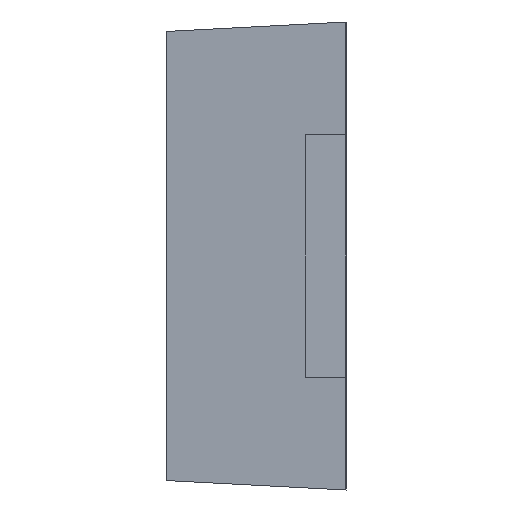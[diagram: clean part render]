
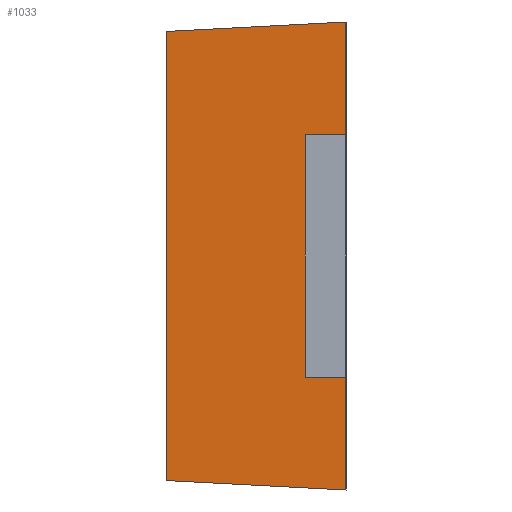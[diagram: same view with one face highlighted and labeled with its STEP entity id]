
A CAD part, left-side view. The second image highlights one B-rep face of the part: STEP entity #1033.
In plain terms, the highlighted planar face has unit normal (-0.999, 0.052, 0).
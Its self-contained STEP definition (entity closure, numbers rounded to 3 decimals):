
#4 = LINE ( 'NONE', #520, #1237 ) ;
#17 = VECTOR ( 'NONE', #1161, 1000. ) ;
#27 = DIRECTION ( 'NONE',  ( 0., 0., 1. ) ) ;
#37 = VERTEX_POINT ( 'NONE', #669 ) ;
#69 = CARTESIAN_POINT ( 'NONE',  ( -2.125, 0., 0.675 ) ) ;
#208 = DIRECTION ( 'NONE',  ( -0.999, 0.052, 0. ) ) ;
#275 = EDGE_CURVE ( 'NONE', #37, #704, #4, .T. ) ;
#335 = EDGE_CURVE ( 'NONE', #37, #516, #834, .T. ) ;
#353 = VECTOR ( 'NONE', #595, 1000. ) ;
#360 = CARTESIAN_POINT ( 'NONE',  ( -2.113, 0.225, -0.675 ) ) ;
#376 = DIRECTION ( 'NONE',  ( -0.052, -0.999, 0. ) ) ;
#382 = EDGE_CURVE ( 'NONE', #922, #600, #1055, .T. ) ;
#388 = EDGE_CURVE ( 'NONE', #1009, #1377, #1273, .T. ) ;
#434 = CARTESIAN_POINT ( 'NONE',  ( -2.125, 0., -1.3 ) ) ;
#441 = EDGE_CURVE ( 'NONE', #922, #1009, #872, .T. ) ;
#476 = ORIENTED_EDGE ( 'NONE', *, *, #651, .T. ) ;
#516 = VERTEX_POINT ( 'NONE', #69 ) ;
#520 = CARTESIAN_POINT ( 'NONE',  ( -2.113, 0.225, 1.3 ) ) ;
#527 = CARTESIAN_POINT ( 'NONE',  ( -2.125, 0., 1.3 ) ) ;
#554 = AXIS2_PLACEMENT_3D ( 'NONE', #527, #208, #1066 ) ;
#566 = LINE ( 'NONE', #752, #1108 ) ;
#589 = CARTESIAN_POINT ( 'NONE',  ( -2.125, 0., 1.3 ) ) ;
#595 = DIRECTION ( 'NONE',  ( -0.052, -0.997, 0.052 ) ) ;
#600 = VERTEX_POINT ( 'NONE', #434 ) ;
#651 = EDGE_CURVE ( 'NONE', #600, #1382, #566, .T. ) ;
#664 = CARTESIAN_POINT ( 'NONE',  ( -2.073, 1., 1.248 ) ) ;
#669 = CARTESIAN_POINT ( 'NONE',  ( -2.113, 0.225, 0.675 ) ) ;
#673 = ORIENTED_EDGE ( 'NONE', *, *, #785, .T. ) ;
#704 = VERTEX_POINT ( 'NONE', #360 ) ;
#726 = CARTESIAN_POINT ( 'NONE',  ( -2.125, 0., -0.675 ) ) ;
#734 = CARTESIAN_POINT ( 'NONE',  ( -2.125, 0., 1.3 ) ) ;
#742 = CARTESIAN_POINT ( 'NONE',  ( -2.125, 0., -0.675 ) ) ;
#752 = CARTESIAN_POINT ( 'NONE',  ( -2.125, 0., 1.3 ) ) ;
#762 = PLANE ( 'NONE',  #554 ) ;
#785 = EDGE_CURVE ( 'NONE', #516, #1377, #870, .T. ) ;
#794 = EDGE_LOOP ( 'NONE', ( #1339, #1278, #673, #860, #874, #1276, #476, #1326 ) ) ;
#808 = DIRECTION ( 'NONE',  ( 0., 0., 1. ) ) ;
#834 = LINE ( 'NONE', #1123, #900 ) ;
#857 = DIRECTION ( 'NONE',  ( 0., 0., 1. ) ) ;
#860 = ORIENTED_EDGE ( 'NONE', *, *, #388, .F. ) ;
#870 = LINE ( 'NONE', #589, #1191 ) ;
#872 = LINE ( 'NONE', #1003, #1109 ) ;
#874 = ORIENTED_EDGE ( 'NONE', *, *, #441, .F. ) ;
#885 = LINE ( 'NONE', #726, #17 ) ;
#897 = FACE_OUTER_BOUND ( 'NONE', #794, .T. ) ;
#900 = VECTOR ( 'NONE', #376, 1000. ) ;
#922 = VERTEX_POINT ( 'NONE', #1044 ) ;
#954 = EDGE_CURVE ( 'NONE', #1382, #704, #885, .T. ) ;
#1003 = CARTESIAN_POINT ( 'NONE',  ( -2.073, 1., 1.3 ) ) ;
#1009 = VERTEX_POINT ( 'NONE', #664 ) ;
#1015 = CARTESIAN_POINT ( 'NONE',  ( -2.113, 0.222, 1.288 ) ) ;
#1033 = ADVANCED_FACE ( 'NONE', ( #897 ), #762, .T. ) ;
#1044 = CARTESIAN_POINT ( 'NONE',  ( -2.073, 1., -1.248 ) ) ;
#1055 = LINE ( 'NONE', #1323, #1141 ) ;
#1066 = DIRECTION ( 'NONE',  ( -0.052, -0.999, 0. ) ) ;
#1076 = DIRECTION ( 'NONE',  ( 0., 0., -1. ) ) ;
#1108 = VECTOR ( 'NONE', #857, 1000. ) ;
#1109 = VECTOR ( 'NONE', #808, 1000. ) ;
#1123 = CARTESIAN_POINT ( 'NONE',  ( -2.125, 0., 0.675 ) ) ;
#1141 = VECTOR ( 'NONE', #1232, 1000. ) ;
#1161 = DIRECTION ( 'NONE',  ( 0.052, 0.999, 0. ) ) ;
#1191 = VECTOR ( 'NONE', #27, 1000. ) ;
#1232 = DIRECTION ( 'NONE',  ( -0.052, -0.997, -0.052 ) ) ;
#1237 = VECTOR ( 'NONE', #1076, 1000. ) ;
#1273 = LINE ( 'NONE', #1015, #353 ) ;
#1276 = ORIENTED_EDGE ( 'NONE', *, *, #382, .T. ) ;
#1278 = ORIENTED_EDGE ( 'NONE', *, *, #335, .T. ) ;
#1323 = CARTESIAN_POINT ( 'NONE',  ( -2.118, 0.136, -1.293 ) ) ;
#1326 = ORIENTED_EDGE ( 'NONE', *, *, #954, .T. ) ;
#1339 = ORIENTED_EDGE ( 'NONE', *, *, #275, .F. ) ;
#1377 = VERTEX_POINT ( 'NONE', #734 ) ;
#1382 = VERTEX_POINT ( 'NONE', #742 ) ;
